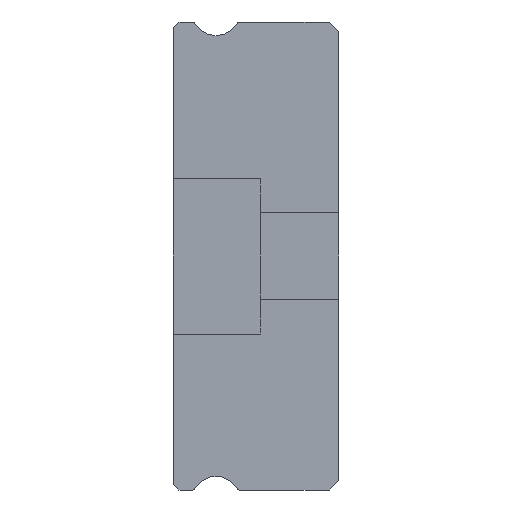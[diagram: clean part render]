
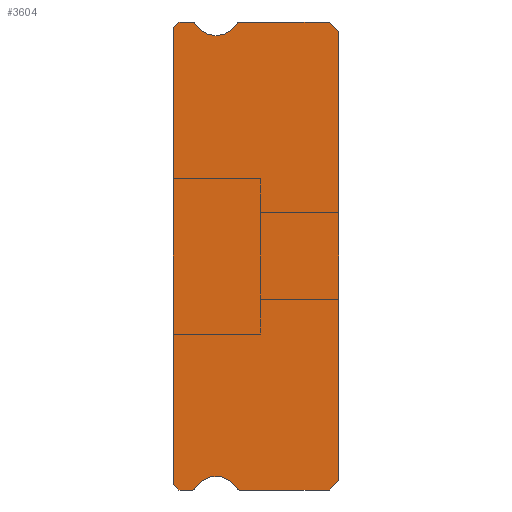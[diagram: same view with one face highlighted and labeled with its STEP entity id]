
A CAD part, left-side view. The second image highlights one B-rep face of the part: STEP entity #3604.
In plain terms, the highlighted planar face has unit normal (-1, 0, 0).
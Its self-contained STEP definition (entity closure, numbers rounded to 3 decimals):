
#37 = DIRECTION ( 'NONE',  ( 0., -1., 0. ) ) ;
#45 = AXIS2_PLACEMENT_3D ( 'NONE', #1646, #3759, #4755 ) ;
#69 = CIRCLE ( 'NONE', #263, 0.15 ) ;
#90 = CARTESIAN_POINT ( 'NONE',  ( -5., 7.512, -11.85 ) ) ;
#91 = EDGE_CURVE ( 'NONE', #3938, #4266, #5728, .T. ) ;
#115 = ORIENTED_EDGE ( 'NONE', *, *, #3277, .F. ) ;
#122 = VERTEX_POINT ( 'NONE', #2651 ) ;
#194 = VERTEX_POINT ( 'NONE', #5891 ) ;
#242 = LINE ( 'NONE', #4807, #3686 ) ;
#252 = ORIENTED_EDGE ( 'NONE', *, *, #948, .F. ) ;
#263 = AXIS2_PLACEMENT_3D ( 'NONE', #564, #3509, #5489 ) ;
#278 = CARTESIAN_POINT ( 'NONE',  ( -5., 5.088, -12. ) ) ;
#361 = CARTESIAN_POINT ( 'NONE',  ( -5., 7.512, -12. ) ) ;
#372 = ORIENTED_EDGE ( 'NONE', *, *, #2539, .F. ) ;
#447 = ORIENTED_EDGE ( 'NONE', *, *, #3797, .T. ) ;
#564 = CARTESIAN_POINT ( 'NONE',  ( -5., 7.512, 11.85 ) ) ;
#616 = DIRECTION ( 'NONE',  ( 1., 0., 0. ) ) ;
#682 = AXIS2_PLACEMENT_3D ( 'NONE', #2972, #1552, #2564 ) ;
#763 = CARTESIAN_POINT ( 'NONE',  ( -5., 8.5, 11.7 ) ) ;
#766 = CARTESIAN_POINT ( 'NONE',  ( -5., 0.5, -12. ) ) ;
#772 = VECTOR ( 'NONE', #4276, 1000. ) ;
#789 = VECTOR ( 'NONE', #2316, 1000. ) ;
#842 = ORIENTED_EDGE ( 'NONE', *, *, #5984, .F. ) ;
#844 = ORIENTED_EDGE ( 'NONE', *, *, #1972, .F. ) ;
#948 = EDGE_CURVE ( 'NONE', #4278, #3343, #1586, .T. ) ;
#992 = VECTOR ( 'NONE', #3503, 1000. ) ;
#1010 = PLANE ( 'NONE',  #4587 ) ;
#1091 = DIRECTION ( 'NONE',  ( 0., -0.707, -0.707 ) ) ;
#1096 = CARTESIAN_POINT ( 'NONE',  ( -5., 5.088, -11.85 ) ) ;
#1136 = VERTEX_POINT ( 'NONE', #2810 ) ;
#1391 = VERTEX_POINT ( 'NONE', #2493 ) ;
#1415 = ORIENTED_EDGE ( 'NONE', *, *, #6071, .F. ) ;
#1435 = VERTEX_POINT ( 'NONE', #5275 ) ;
#1500 = CARTESIAN_POINT ( 'NONE',  ( -5., 6.3, 11.3 ) ) ;
#1552 = DIRECTION ( 'NONE',  ( -1., 0., 0. ) ) ;
#1567 = CARTESIAN_POINT ( 'NONE',  ( -5., 7.512, -12. ) ) ;
#1583 = EDGE_CURVE ( 'NONE', #122, #5745, #5378, .T. ) ;
#1586 = LINE ( 'NONE', #2111, #5325 ) ;
#1632 = ORIENTED_EDGE ( 'NONE', *, *, #3715, .T. ) ;
#1646 = CARTESIAN_POINT ( 'NONE',  ( -5., 5.088, 11.85 ) ) ;
#1685 = CARTESIAN_POINT ( 'NONE',  ( -5., 0.5, 12. ) ) ;
#1688 = AXIS2_PLACEMENT_3D ( 'NONE', #2129, #4220, #3130 ) ;
#1733 = AXIS2_PLACEMENT_3D ( 'NONE', #5229, #3207, #3175 ) ;
#1812 = CARTESIAN_POINT ( 'NONE',  ( -5., 5.088, 12. ) ) ;
#1857 = VERTEX_POINT ( 'NONE', #763 ) ;
#1940 = AXIS2_PLACEMENT_3D ( 'NONE', #1096, #6123, #5061 ) ;
#1972 = EDGE_CURVE ( 'NONE', #3730, #1857, #3810, .T. ) ;
#2021 = ORIENTED_EDGE ( 'NONE', *, *, #4134, .F. ) ;
#2059 = CARTESIAN_POINT ( 'NONE',  ( -5., 7.512, 11.85 ) ) ;
#2111 = CARTESIAN_POINT ( 'NONE',  ( -5., 7.512, 12. ) ) ;
#2129 = CARTESIAN_POINT ( 'NONE',  ( -5., 6.3, 12.55 ) ) ;
#2291 = LINE ( 'NONE', #2927, #2525 ) ;
#2316 = DIRECTION ( 'NONE',  ( 0., -0.707, -0.707 ) ) ;
#2355 = CIRCLE ( 'NONE', #45, 0.15 ) ;
#2391 = VECTOR ( 'NONE', #2692, 1000. ) ;
#2424 = EDGE_CURVE ( 'NONE', #4266, #1136, #4156, .T. ) ;
#2493 = CARTESIAN_POINT ( 'NONE',  ( -5., 0., 11.5 ) ) ;
#2518 = DIRECTION ( 'NONE',  ( 0., 0., -1. ) ) ;
#2525 = VECTOR ( 'NONE', #3288, 1000. ) ;
#2539 = EDGE_CURVE ( 'NONE', #1136, #1435, #5744, .T. ) ;
#2548 = VERTEX_POINT ( 'NONE', #3739 ) ;
#2564 = DIRECTION ( 'NONE',  ( 0., 0., -1. ) ) ;
#2572 = CIRCLE ( 'NONE', #682, 1.25 ) ;
#2581 = CARTESIAN_POINT ( 'NONE',  ( -5., 8.2, 12. ) ) ;
#2599 = CARTESIAN_POINT ( 'NONE',  ( -5., 0., -11.5 ) ) ;
#2641 = LINE ( 'NONE', #1685, #4538 ) ;
#2651 = CARTESIAN_POINT ( 'NONE',  ( -5., 8.2, -12. ) ) ;
#2692 = DIRECTION ( 'NONE',  ( 0., 1., 0. ) ) ;
#2693 = CARTESIAN_POINT ( 'NONE',  ( -5., 7.383, 11.925 ) ) ;
#2810 = CARTESIAN_POINT ( 'NONE',  ( -5., 5.217, -11.925 ) ) ;
#2854 = LINE ( 'NONE', #6286, #789 ) ;
#2878 = VECTOR ( 'NONE', #6434, 1000. ) ;
#2927 = CARTESIAN_POINT ( 'NONE',  ( -5., 0., 11.5 ) ) ;
#2935 = ORIENTED_EDGE ( 'NONE', *, *, #5749, .F. ) ;
#2972 = CARTESIAN_POINT ( 'NONE',  ( -5., 6.3, 12.55 ) ) ;
#3126 = CARTESIAN_POINT ( 'NONE',  ( -5., 7.512, -12. ) ) ;
#3130 = DIRECTION ( 'NONE',  ( 0., 0., -1. ) ) ;
#3175 = DIRECTION ( 'NONE',  ( 0., 0., -1. ) ) ;
#3207 = DIRECTION ( 'NONE',  ( -1., 0., 0. ) ) ;
#3277 = EDGE_CURVE ( 'NONE', #194, #3938, #6505, .T. ) ;
#3288 = DIRECTION ( 'NONE',  ( 0., 0., 1. ) ) ;
#3343 = VERTEX_POINT ( 'NONE', #4591 ) ;
#3382 = CIRCLE ( 'NONE', #1688, 1.25 ) ;
#3428 = AXIS2_PLACEMENT_3D ( 'NONE', #90, #616, #2518 ) ;
#3450 = EDGE_CURVE ( 'NONE', #4920, #4278, #2355, .T. ) ;
#3503 = DIRECTION ( 'NONE',  ( 0., 0.707, -0.707 ) ) ;
#3509 = DIRECTION ( 'NONE',  ( 1., 0., 0. ) ) ;
#3592 = EDGE_LOOP ( 'NONE', ( #844, #5284, #4595, #2935, #372, #5802, #6158, #115, #4031, #2021, #252, #5647, #4700, #1415, #842, #1632, #447 ) ) ;
#3604 = ADVANCED_FACE ( 'NONE', ( #5531 ), #1010, .F. ) ;
#3686 = VECTOR ( 'NONE', #6353, 1000. ) ;
#3715 = EDGE_CURVE ( 'NONE', #4147, #2548, #5723, .T. ) ;
#3730 = VERTEX_POINT ( 'NONE', #4671 ) ;
#3739 = CARTESIAN_POINT ( 'NONE',  ( -5., 8.2, 12. ) ) ;
#3759 = DIRECTION ( 'NONE',  ( 1., 0., 0. ) ) ;
#3797 = EDGE_CURVE ( 'NONE', #2548, #1857, #242, .T. ) ;
#3810 = LINE ( 'NONE', #6351, #772 ) ;
#3938 = VERTEX_POINT ( 'NONE', #766 ) ;
#4031 = ORIENTED_EDGE ( 'NONE', *, *, #4728, .T. ) ;
#4084 = DIRECTION ( 'NONE',  ( 0., 1., 0. ) ) ;
#4134 = EDGE_CURVE ( 'NONE', #3343, #1391, #2641, .T. ) ;
#4147 = VERTEX_POINT ( 'NONE', #6214 ) ;
#4156 = CIRCLE ( 'NONE', #1940, 0.15 ) ;
#4220 = DIRECTION ( 'NONE',  ( -1., 0., 0. ) ) ;
#4266 = VERTEX_POINT ( 'NONE', #278 ) ;
#4276 = DIRECTION ( 'NONE',  ( 0., 0., 1. ) ) ;
#4278 = VERTEX_POINT ( 'NONE', #1812 ) ;
#4538 = VECTOR ( 'NONE', #1091, 1000. ) ;
#4544 = DIRECTION ( 'NONE',  ( 0., 0., -1. ) ) ;
#4562 = EDGE_CURVE ( 'NONE', #4840, #4920, #3382, .T. ) ;
#4587 = AXIS2_PLACEMENT_3D ( 'NONE', #2059, #5925, #4544 ) ;
#4591 = CARTESIAN_POINT ( 'NONE',  ( -5., 0.5, 12. ) ) ;
#4595 = ORIENTED_EDGE ( 'NONE', *, *, #1583, .T. ) ;
#4671 = CARTESIAN_POINT ( 'NONE',  ( -5., 8.5, -11.7 ) ) ;
#4692 = VECTOR ( 'NONE', #4084, 1000. ) ;
#4700 = ORIENTED_EDGE ( 'NONE', *, *, #4562, .F. ) ;
#4728 = EDGE_CURVE ( 'NONE', #194, #1391, #2291, .T. ) ;
#4755 = DIRECTION ( 'NONE',  ( 0., 0., -1. ) ) ;
#4807 = CARTESIAN_POINT ( 'NONE',  ( -5., 8.5, 11.7 ) ) ;
#4840 = VERTEX_POINT ( 'NONE', #1500 ) ;
#4920 = VERTEX_POINT ( 'NONE', #5993 ) ;
#5061 = DIRECTION ( 'NONE',  ( 0., 0., -1. ) ) ;
#5179 = EDGE_CURVE ( 'NONE', #3730, #122, #2854, .T. ) ;
#5229 = CARTESIAN_POINT ( 'NONE',  ( -5., 6.3, -12.55 ) ) ;
#5275 = CARTESIAN_POINT ( 'NONE',  ( -5., 7.383, -11.925 ) ) ;
#5284 = ORIENTED_EDGE ( 'NONE', *, *, #5179, .T. ) ;
#5325 = VECTOR ( 'NONE', #37, 1000. ) ;
#5378 = LINE ( 'NONE', #361, #2878 ) ;
#5489 = DIRECTION ( 'NONE',  ( 0., 0., -1. ) ) ;
#5531 = FACE_OUTER_BOUND ( 'NONE', #3592, .T. ) ;
#5572 = VERTEX_POINT ( 'NONE', #2693 ) ;
#5647 = ORIENTED_EDGE ( 'NONE', *, *, #3450, .F. ) ;
#5723 = LINE ( 'NONE', #2581, #4692 ) ;
#5728 = LINE ( 'NONE', #3126, #2391 ) ;
#5744 = CIRCLE ( 'NONE', #1733, 1.25 ) ;
#5745 = VERTEX_POINT ( 'NONE', #1567 ) ;
#5749 = EDGE_CURVE ( 'NONE', #1435, #5745, #6266, .T. ) ;
#5802 = ORIENTED_EDGE ( 'NONE', *, *, #2424, .F. ) ;
#5891 = CARTESIAN_POINT ( 'NONE',  ( -5., 0., -11.5 ) ) ;
#5925 = DIRECTION ( 'NONE',  ( 1., 0., 0. ) ) ;
#5984 = EDGE_CURVE ( 'NONE', #4147, #5572, #69, .T. ) ;
#5993 = CARTESIAN_POINT ( 'NONE',  ( -5., 5.217, 11.925 ) ) ;
#6071 = EDGE_CURVE ( 'NONE', #5572, #4840, #2572, .T. ) ;
#6123 = DIRECTION ( 'NONE',  ( 1., 0., 0. ) ) ;
#6158 = ORIENTED_EDGE ( 'NONE', *, *, #91, .F. ) ;
#6214 = CARTESIAN_POINT ( 'NONE',  ( -5., 7.512, 12. ) ) ;
#6266 = CIRCLE ( 'NONE', #3428, 0.15 ) ;
#6286 = CARTESIAN_POINT ( 'NONE',  ( -5., 8.2, -12. ) ) ;
#6351 = CARTESIAN_POINT ( 'NONE',  ( -5., 8.5, 11.85 ) ) ;
#6353 = DIRECTION ( 'NONE',  ( 0., 0.707, -0.707 ) ) ;
#6434 = DIRECTION ( 'NONE',  ( 0., -1., 0. ) ) ;
#6505 = LINE ( 'NONE', #2599, #992 ) ;
